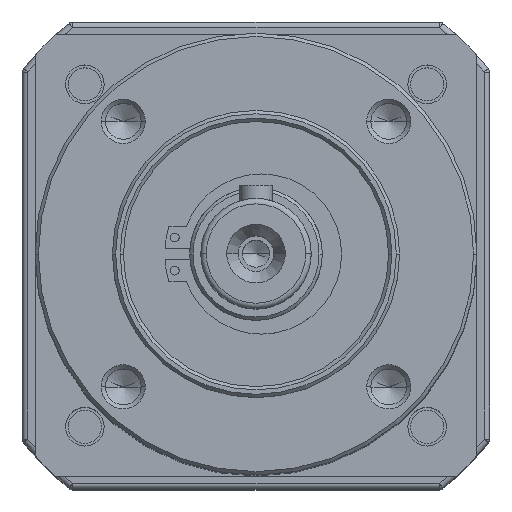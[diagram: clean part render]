
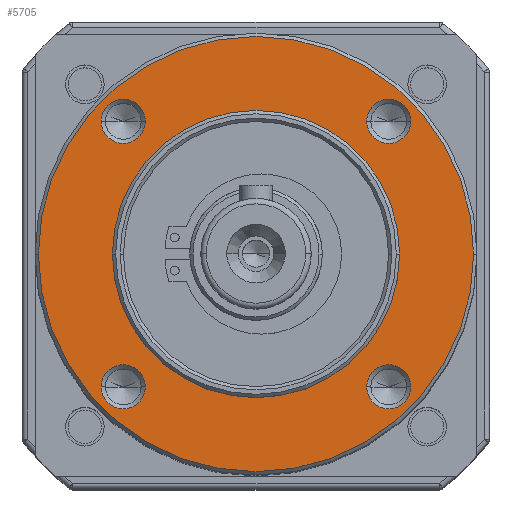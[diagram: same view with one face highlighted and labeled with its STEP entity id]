
A CAD part, top view. The second image highlights one B-rep face of the part: STEP entity #5705.
In plain terms, the highlighted planar face has unit normal (0, 0, 1).
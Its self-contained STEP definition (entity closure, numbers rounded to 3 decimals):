
#52 = AXIS2_PLACEMENT_3D ( 'NONE', #4104, #4105, #4106 ) ;
#93 = CIRCLE ( 'NONE', #94, 13. ) ;
#94 = AXIS2_PLACEMENT_3D ( 'NONE', #4178, #4179, #4180 ) ;
#114 = VERTEX_POINT ( 'NONE', #5571 ) ;
#458 = ORIENTED_EDGE ( 'NONE', *, *, #4400, .T. ) ;
#459 = ORIENTED_EDGE ( 'NONE', *, *, #5388, .T. ) ;
#460 = ORIENTED_EDGE ( 'NONE', *, *, #4396, .T. ) ;
#461 = ORIENTED_EDGE ( 'NONE', *, *, #5387, .T. ) ;
#462 = ORIENTED_EDGE ( 'NONE', *, *, #4392, .T. ) ;
#463 = ORIENTED_EDGE ( 'NONE', *, *, #5386, .T. ) ;
#464 = ORIENTED_EDGE ( 'NONE', *, *, #4388, .T. ) ;
#465 = ORIENTED_EDGE ( 'NONE', *, *, #5385, .T. ) ;
#466 = ORIENTED_EDGE ( 'NONE', *, *, #5729, .T. ) ;
#467 = ORIENTED_EDGE ( 'NONE', *, *, #5384, .T. ) ;
#468 = ORIENTED_EDGE ( 'NONE', *, *, #4408, .F. ) ;
#469 = ORIENTED_EDGE ( 'NONE', *, *, #5390, .F. ) ;
#658 = VERTEX_POINT ( 'NONE', #1287 ) ;
#659 = VERTEX_POINT ( 'NONE', #1286 ) ;
#661 = VERTEX_POINT ( 'NONE', #1283 ) ;
#663 = VERTEX_POINT ( 'NONE', #1280 ) ;
#666 = VERTEX_POINT ( 'NONE', #1276 ) ;
#674 = VERTEX_POINT ( 'NONE', #1266 ) ;
#676 = VERTEX_POINT ( 'NONE', #1135 ) ;
#679 = VERTEX_POINT ( 'NONE', #1118 ) ;
#689 = VERTEX_POINT ( 'NONE', #1130 ) ;
#814 = FACE_BOUND ( 'NONE', #1603, .T. ) ;
#815 = FACE_BOUND ( 'NONE', #1602, .T. ) ;
#816 = FACE_BOUND ( 'NONE', #1601, .T. ) ;
#817 = FACE_BOUND ( 'NONE', #1600, .T. ) ;
#818 = FACE_BOUND ( 'NONE', #1599, .T. ) ;
#819 = FACE_OUTER_BOUND ( 'NONE', #1598, .T. ) ;
#1118 = CARTESIAN_POINT ( 'NONE',  ( -13., 0., 120.3 ) ) ;
#1130 = CARTESIAN_POINT ( 'NONE',  ( -14.021, 12.021, 120.3 ) ) ;
#1135 = CARTESIAN_POINT ( 'NONE',  ( 14.021, -12.021, 120.3 ) ) ;
#1213 = CIRCLE ( 'NONE', #1220, 13. ) ;
#1215 = CIRCLE ( 'NONE', #1228, 2. ) ;
#1217 = CIRCLE ( 'NONE', #1226, 2. ) ;
#1219 = CIRCLE ( 'NONE', #1224, 2. ) ;
#1220 = AXIS2_PLACEMENT_3D ( 'NONE', #3055, #3056, #3057 ) ;
#1221 = CIRCLE ( 'NONE', #1222, 2. ) ;
#1222 = AXIS2_PLACEMENT_3D ( 'NONE', #3058, #3059, #3060 ) ;
#1224 = AXIS2_PLACEMENT_3D ( 'NONE', #3061, #3062, #3063 ) ;
#1225 = CIRCLE ( 'NONE', #1232, 19.7 ) ;
#1226 = AXIS2_PLACEMENT_3D ( 'NONE', #3064, #3065, #3066 ) ;
#1228 = AXIS2_PLACEMENT_3D ( 'NONE', #3067, #3068, #3069 ) ;
#1232 = AXIS2_PLACEMENT_3D ( 'NONE', #3073, #3074, #3075 ) ;
#1266 = CARTESIAN_POINT ( 'NONE',  ( 14.021, 12.021, 120.3 ) ) ;
#1276 = CARTESIAN_POINT ( 'NONE',  ( -10.021, 12.021, 120.3 ) ) ;
#1280 = CARTESIAN_POINT ( 'NONE',  ( -10.021, -12.021, 120.3 ) ) ;
#1283 = CARTESIAN_POINT ( 'NONE',  ( -14.021, -12.021, 120.3 ) ) ;
#1286 = CARTESIAN_POINT ( 'NONE',  ( 13., 0., 120.3 ) ) ;
#1287 = CARTESIAN_POINT ( 'NONE',  ( 10.021, 12.021, 120.3 ) ) ;
#1598 = EDGE_LOOP ( 'NONE', ( #468, #469 ) ) ;
#1599 = EDGE_LOOP ( 'NONE', ( #466, #467 ) ) ;
#1600 = EDGE_LOOP ( 'NONE', ( #464, #465 ) ) ;
#1601 = EDGE_LOOP ( 'NONE', ( #462, #463 ) ) ;
#1602 = EDGE_LOOP ( 'NONE', ( #460, #461 ) ) ;
#1603 = EDGE_LOOP ( 'NONE', ( #458, #459 ) ) ;
#1867 = CIRCLE ( 'NONE', #1869, 2. ) ;
#1869 = AXIS2_PLACEMENT_3D ( 'NONE', #2600, #2601, #2602 ) ;
#1873 = CIRCLE ( 'NONE', #1875, 2. ) ;
#1875 = AXIS2_PLACEMENT_3D ( 'NONE', #2345, #2346, #2347 ) ;
#1879 = CIRCLE ( 'NONE', #1881, 2. ) ;
#1881 = AXIS2_PLACEMENT_3D ( 'NONE', #2355, #2356, #2357 ) ;
#1885 = CIRCLE ( 'NONE', #1887, 2. ) ;
#1887 = AXIS2_PLACEMENT_3D ( 'NONE', #2365, #2366, #2367 ) ;
#1897 = CIRCLE ( 'NONE', #1899, 19.7 ) ;
#1899 = AXIS2_PLACEMENT_3D ( 'NONE', #2385, #2386, #2387 ) ;
#2345 = CARTESIAN_POINT ( 'NONE',  ( -12.021, 12.021, 120.3 ) ) ;
#2346 = DIRECTION ( 'NONE',  ( 0., 0., -1. ) ) ;
#2347 = DIRECTION ( 'NONE',  ( 1., 0., 0. ) ) ;
#2355 = CARTESIAN_POINT ( 'NONE',  ( -12.021, -12.021, 120.3 ) ) ;
#2356 = DIRECTION ( 'NONE',  ( 0., 0., -1. ) ) ;
#2357 = DIRECTION ( 'NONE',  ( 1., 0., 0. ) ) ;
#2365 = CARTESIAN_POINT ( 'NONE',  ( 12.021, -12.021, 120.3 ) ) ;
#2366 = DIRECTION ( 'NONE',  ( 0., 0., -1. ) ) ;
#2367 = DIRECTION ( 'NONE',  ( 1., 0., 0. ) ) ;
#2385 = CARTESIAN_POINT ( 'NONE',  ( 0., 0., 120.3 ) ) ;
#2386 = DIRECTION ( 'NONE',  ( 0., 0., -1. ) ) ;
#2387 = DIRECTION ( 'NONE',  ( -1., 0., 0. ) ) ;
#2409 = CARTESIAN_POINT ( 'NONE',  ( 19.7, 0., 120.3 ) ) ;
#2419 = CARTESIAN_POINT ( 'NONE',  ( -19.7, 0., 120.3 ) ) ;
#2600 = CARTESIAN_POINT ( 'NONE',  ( 12.021, 12.021, 120.3 ) ) ;
#2601 = DIRECTION ( 'NONE',  ( 0., 0., -1. ) ) ;
#2602 = DIRECTION ( 'NONE',  ( 1., 0., 0. ) ) ;
#3055 = CARTESIAN_POINT ( 'NONE',  ( 0., 0., 120.3 ) ) ;
#3056 = DIRECTION ( 'NONE',  ( 0., 0., -1. ) ) ;
#3057 = DIRECTION ( 'NONE',  ( -1., 0., 0. ) ) ;
#3058 = CARTESIAN_POINT ( 'NONE',  ( 12.021, 12.021, 120.3 ) ) ;
#3059 = DIRECTION ( 'NONE',  ( 0., 0., -1. ) ) ;
#3060 = DIRECTION ( 'NONE',  ( 1., 0., 0. ) ) ;
#3061 = CARTESIAN_POINT ( 'NONE',  ( -12.021, 12.021, 120.3 ) ) ;
#3062 = DIRECTION ( 'NONE',  ( 0., 0., -1. ) ) ;
#3063 = DIRECTION ( 'NONE',  ( 1., 0., 0. ) ) ;
#3064 = CARTESIAN_POINT ( 'NONE',  ( -12.021, -12.021, 120.3 ) ) ;
#3065 = DIRECTION ( 'NONE',  ( 0., 0., -1. ) ) ;
#3066 = DIRECTION ( 'NONE',  ( 1., 0., 0. ) ) ;
#3067 = CARTESIAN_POINT ( 'NONE',  ( 12.021, -12.021, 120.3 ) ) ;
#3068 = DIRECTION ( 'NONE',  ( 0., 0., -1. ) ) ;
#3069 = DIRECTION ( 'NONE',  ( 1., 0., 0. ) ) ;
#3073 = CARTESIAN_POINT ( 'NONE',  ( 0., 0., 120.3 ) ) ;
#3074 = DIRECTION ( 'NONE',  ( 0., 0., -1. ) ) ;
#3075 = DIRECTION ( 'NONE',  ( -1., 0., 0. ) ) ;
#4103 = PLANE ( 'NONE',  #52 ) ;
#4104 = CARTESIAN_POINT ( 'NONE',  ( -20.094, -19.7, 120.3 ) ) ;
#4105 = DIRECTION ( 'NONE',  ( 0., 0., 1. ) ) ;
#4106 = DIRECTION ( 'NONE',  ( 1., 0., 0. ) ) ;
#4178 = CARTESIAN_POINT ( 'NONE',  ( 0., 0., 120.3 ) ) ;
#4179 = DIRECTION ( 'NONE',  ( 0., 0., -1. ) ) ;
#4180 = DIRECTION ( 'NONE',  ( -1., 0., 0. ) ) ;
#4388 = EDGE_CURVE ( 'NONE', #674, #658, #1867, .T. ) ;
#4392 = EDGE_CURVE ( 'NONE', #666, #689, #1873, .T. ) ;
#4396 = EDGE_CURVE ( 'NONE', #663, #661, #1879, .T. ) ;
#4400 = EDGE_CURVE ( 'NONE', #676, #114, #1885, .T. ) ;
#4408 = EDGE_CURVE ( 'NONE', #4937, #4927, #1897, .T. ) ;
#4927 = VERTEX_POINT ( 'NONE', #2409 ) ;
#4937 = VERTEX_POINT ( 'NONE', #2419 ) ;
#5384 = EDGE_CURVE ( 'NONE', #659, #679, #1213, .T. ) ;
#5385 = EDGE_CURVE ( 'NONE', #658, #674, #1221, .T. ) ;
#5386 = EDGE_CURVE ( 'NONE', #689, #666, #1219, .T. ) ;
#5387 = EDGE_CURVE ( 'NONE', #661, #663, #1217, .T. ) ;
#5388 = EDGE_CURVE ( 'NONE', #114, #676, #1215, .T. ) ;
#5390 = EDGE_CURVE ( 'NONE', #4927, #4937, #1225, .T. ) ;
#5571 = CARTESIAN_POINT ( 'NONE',  ( 10.021, -12.021, 120.3 ) ) ;
#5705 = ADVANCED_FACE ( 'NONE', ( #814, #815, #816, #817, #818, #819 ), #4103, .T. ) ;
#5729 = EDGE_CURVE ( 'NONE', #679, #659, #93, .T. ) ;
